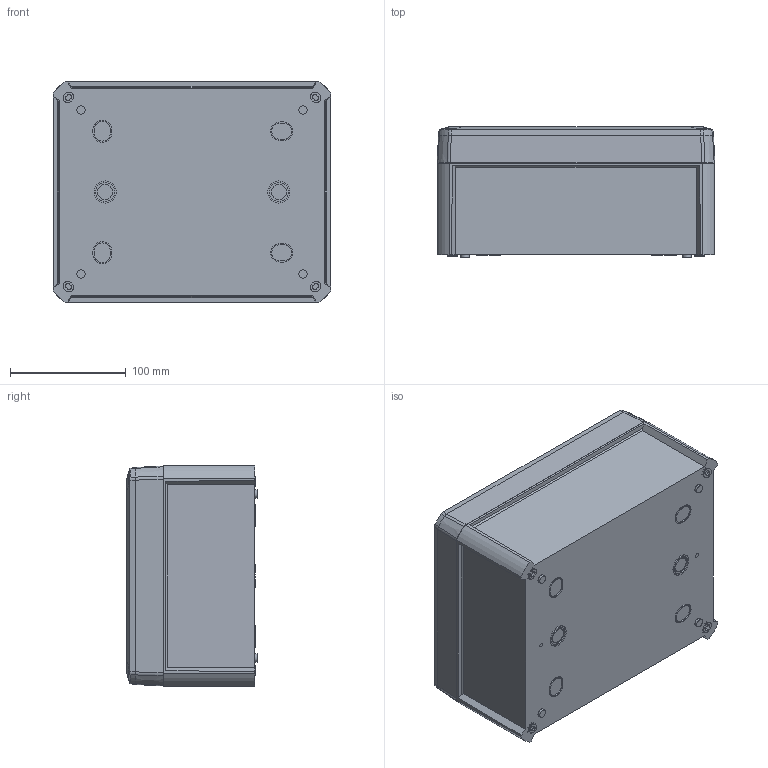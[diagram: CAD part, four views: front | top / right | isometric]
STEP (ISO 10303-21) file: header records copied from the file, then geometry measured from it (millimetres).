
FILE_DESCRIPTION (( 'STEP AP214' ), '1' );
FILE_NAME ('2007776.stp', '2022-10-21T09:32:00', ( '' ), ( '' ), 'SwSTEP 2.0', 'SolidWorks 2020', '' );
FILE_SCHEMA (( 'AUTOMOTIVE_DESIGN' ));
Length unit declared in the file: millimetre
Products named in the file (8): 2007776; 0084514_1115386-T250; 051959_Standard; 081300_Basis-T250Unterteil; 018602_ISO 7049 - 3,5 x 9,5 F-Z; 113231_mit Typenschildaufkleber; 055009_Standard; ED170-04-02_Standard
Assembly tree (12 placements, depth 3):
  2007776
    081300_Basis-T250Unterteil
    113231_mit Typenschildaufkleber
      051959_Standard
    055009_Standard  x4
    0084514_1115386-T250
    ED170-04-02_Standard  x2
    018602_ISO 7049 - 3,5 x 9,5 F-Z  x2
Bounding box: 240 x 112.71 x 190 mm (x, y, z)
Volume: 583308.6 mm3; surface area: 416819.9 mm2
Topology: 11 solids, 11 shells, 858 faces, 2229 edges, 1451 vertices
Faces by surface type: plane 411, cylinder 172, bspline 150, cone 115, torus 8, sphere 2
Full cylindrical faces by diameter (mm): 3.5 x2, 6.9 x2, 11.2 x4, 12.1 x4, 13.165 x2, 15.9 x4, 16 x4, 16.435 x2, 19.098 x2
Entity records: 61396 total; most frequent: CARTESIAN_POINT 44046, ORIENTED_EDGE 3864, DIRECTION 2989, EDGE_CURVE 1932, VERTEX_POINT 1274, AXIS2_PLACEMENT_3D 1072, VECTOR 845, LINE 845
